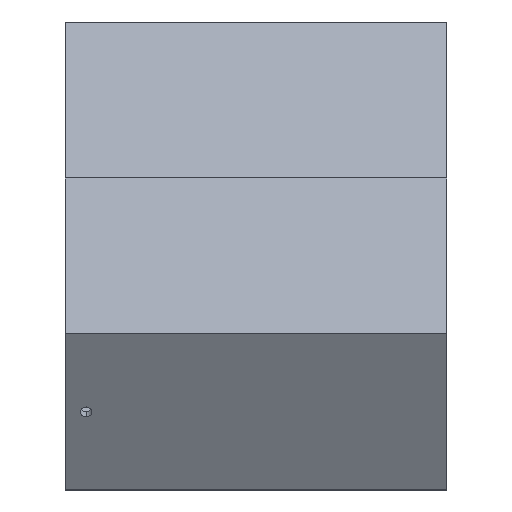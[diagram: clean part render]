
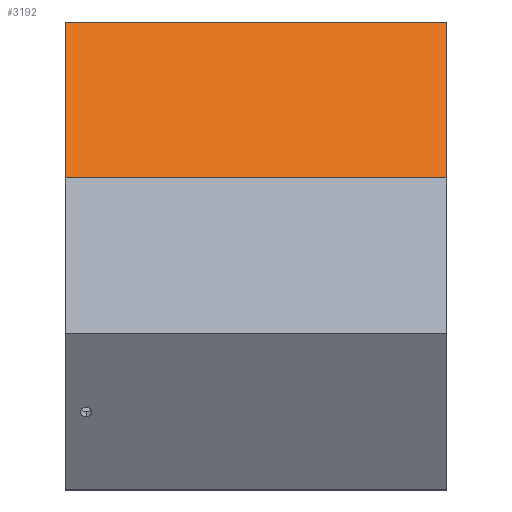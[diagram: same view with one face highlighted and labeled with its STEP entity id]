
A CAD part, left-side view. The second image highlights one B-rep face of the part: STEP entity #3192.
In plain terms, the highlighted face is planar.
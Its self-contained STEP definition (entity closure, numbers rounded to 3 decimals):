
#233 = VECTOR ( 'NONE', #6938, 1000. ) ;
#525 = DIRECTION ( 'NONE',  ( 0., 1., 0. ) ) ;
#1526 = CARTESIAN_POINT ( 'NONE',  ( 51.962, 0., 0. ) ) ;
#1603 = ORIENTED_EDGE ( 'NONE', *, *, #2925, .T. ) ;
#1784 = EDGE_CURVE ( 'NONE', #7541, #2781, #8897, .T. ) ;
#2122 = EDGE_CURVE ( 'NONE', #8535, #7541, #8384, .T. ) ;
#2246 = LINE ( 'NONE', #7604, #233 ) ;
#2304 = DIRECTION ( 'NONE',  ( 0.866, 0., -0.5 ) ) ;
#2427 = EDGE_CURVE ( 'NONE', #8535, #3918, #2246, .T. ) ;
#2717 = CARTESIAN_POINT ( 'NONE',  ( 51.962, -110., 0. ) ) ;
#2781 = VERTEX_POINT ( 'NONE', #5972 ) ;
#2925 = EDGE_CURVE ( 'NONE', #3918, #2781, #4110, .T. ) ;
#2942 = VECTOR ( 'NONE', #6251, 1000. ) ;
#3102 = ORIENTED_EDGE ( 'NONE', *, *, #2122, .F. ) ;
#3192 = ADVANCED_FACE ( 'NONE', ( #7375 ), #8449, .T. ) ;
#3462 = VECTOR ( 'NONE', #6441, 1000. ) ;
#3909 = CARTESIAN_POINT ( 'NONE',  ( 51.962, 0., 0. ) ) ;
#3918 = VERTEX_POINT ( 'NONE', #7192 ) ;
#4110 = LINE ( 'NONE', #8932, #7707 ) ;
#4282 = AXIS2_PLACEMENT_3D ( 'NONE', #5096, #2304, #7118 ) ;
#5096 = CARTESIAN_POINT ( 'NONE',  ( 51.962, -110., 0. ) ) ;
#5563 = CARTESIAN_POINT ( 'NONE',  ( 51.962, -110., 0. ) ) ;
#5972 = CARTESIAN_POINT ( 'NONE',  ( 25.981, 0., -45. ) ) ;
#6251 = DIRECTION ( 'NONE',  ( 0., 1., 0. ) ) ;
#6441 = DIRECTION ( 'NONE',  ( -0.5, 0., -0.866 ) ) ;
#6938 = DIRECTION ( 'NONE',  ( -0.5, 0., -0.866 ) ) ;
#6954 = ORIENTED_EDGE ( 'NONE', *, *, #2427, .T. ) ;
#7118 = DIRECTION ( 'NONE',  ( -0.5, 0., -0.866 ) ) ;
#7192 = CARTESIAN_POINT ( 'NONE',  ( 25.981, -110., -45. ) ) ;
#7375 = FACE_OUTER_BOUND ( 'NONE', #8660, .T. ) ;
#7541 = VERTEX_POINT ( 'NONE', #3909 ) ;
#7604 = CARTESIAN_POINT ( 'NONE',  ( 51.962, -110., 0. ) ) ;
#7707 = VECTOR ( 'NONE', #525, 1000. ) ;
#8113 = ORIENTED_EDGE ( 'NONE', *, *, #1784, .F. ) ;
#8384 = LINE ( 'NONE', #5563, #2942 ) ;
#8449 = PLANE ( 'NONE',  #4282 ) ;
#8535 = VERTEX_POINT ( 'NONE', #2717 ) ;
#8660 = EDGE_LOOP ( 'NONE', ( #8113, #3102, #6954, #1603 ) ) ;
#8897 = LINE ( 'NONE', #1526, #3462 ) ;
#8932 = CARTESIAN_POINT ( 'NONE',  ( 25.981, -110., -45. ) ) ;
